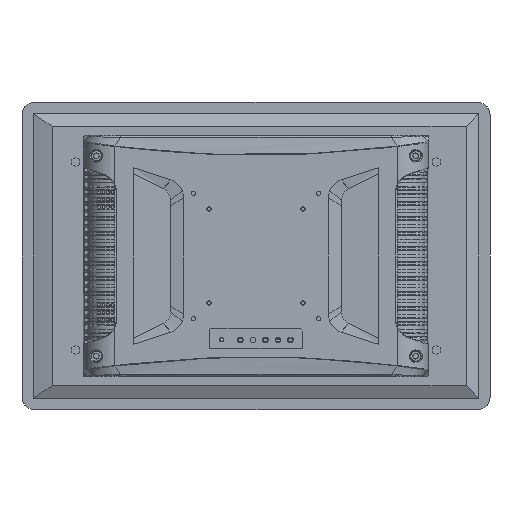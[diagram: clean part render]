
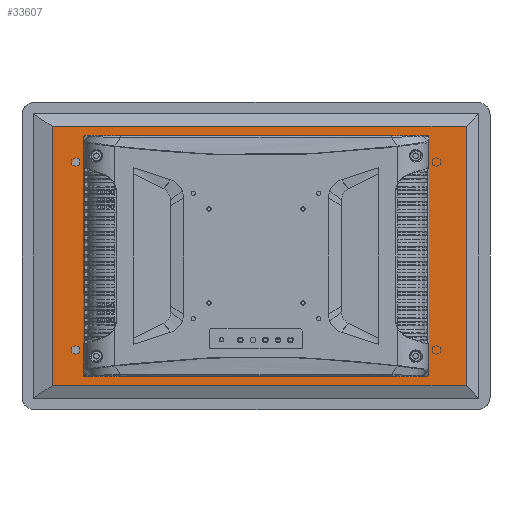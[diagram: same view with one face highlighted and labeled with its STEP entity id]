
A CAD part, front view. The second image highlights one B-rep face of the part: STEP entity #33607.
In plain terms, the highlighted planar face has unit normal (0, -1, 0).
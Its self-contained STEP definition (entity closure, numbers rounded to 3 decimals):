
#308 = VERTEX_POINT ( 'NONE', #107816 ) ;
#3307 = DIRECTION ( 'NONE',  ( 1., 0., 0. ) ) ;
#7332 = ORIENTED_EDGE ( 'NONE', *, *, #104622, .T. ) ;
#7879 = CARTESIAN_POINT ( 'NONE',  ( 126.255, -18., 0. ) ) ;
#8160 = VERTEX_POINT ( 'NONE', #81499 ) ;
#9222 = LINE ( 'NONE', #36714, #73650 ) ;
#9379 = CARTESIAN_POINT ( 'NONE',  ( 0., -18., 94.272 ) ) ;
#10298 = EDGE_CURVE ( 'NONE', #105333, #62601, #25965, .T. ) ;
#10608 = ORIENTED_EDGE ( 'NONE', *, *, #116071, .T. ) ;
#12402 = VERTEX_POINT ( 'NONE', #58588 ) ;
#12985 = VECTOR ( 'NONE', #23315, 1000. ) ;
#13638 = DIRECTION ( 'NONE',  ( 0., 0., -1. ) ) ;
#13973 = LINE ( 'NONE', #81397, #63990 ) ;
#14099 = DIRECTION ( 'NONE',  ( 0., 0., 1. ) ) ;
#14467 = ORIENTED_EDGE ( 'NONE', *, *, #10298, .T. ) ;
#15623 = VECTOR ( 'NONE', #55571, 1000. ) ;
#17153 = VERTEX_POINT ( 'NONE', #91810 ) ;
#18279 = ORIENTED_EDGE ( 'NONE', *, *, #46742, .T. ) ;
#21261 = CARTESIAN_POINT ( 'NONE',  ( 137.267, -18., 95.372 ) ) ;
#22254 = CARTESIAN_POINT ( 'NONE',  ( 126.255, -18., 94.272 ) ) ;
#22351 = LINE ( 'NONE', #7879, #30951 ) ;
#23315 = DIRECTION ( 'NONE',  ( -1., 0., 0. ) ) ;
#24462 = EDGE_CURVE ( 'NONE', #90766, #17153, #89927, .T. ) ;
#24550 = EDGE_CURVE ( 'NONE', #54317, #105333, #25488, .T. ) ;
#25488 = LINE ( 'NONE', #75858, #26962 ) ;
#25894 = DIRECTION ( 'NONE',  ( 0., 0., 1. ) ) ;
#25965 = LINE ( 'NONE', #21261, #97658 ) ;
#26154 = CARTESIAN_POINT ( 'NONE',  ( -162.71, -18., 103.485 ) ) ;
#26686 = VECTOR ( 'NONE', #81862, 1000. ) ;
#26962 = VECTOR ( 'NONE', #49757, 1000. ) ;
#27123 = VERTEX_POINT ( 'NONE', #70465 ) ;
#27135 = ORIENTED_EDGE ( 'NONE', *, *, #77958, .T. ) ;
#27638 = VERTEX_POINT ( 'NONE', #117174 ) ;
#29615 = VERTEX_POINT ( 'NONE', #22254 ) ;
#29646 = CARTESIAN_POINT ( 'NONE',  ( -162.71, -18., -103.485 ) ) ;
#30474 = DIRECTION ( 'NONE',  ( 0., 0., -1. ) ) ;
#30951 = VECTOR ( 'NONE', #25894, 1000. ) ;
#31458 = ORIENTED_EDGE ( 'NONE', *, *, #117303, .T. ) ;
#31487 = ORIENTED_EDGE ( 'NONE', *, *, #34608, .T. ) ;
#33607 = ADVANCED_FACE ( 'NONE', ( #35567, #42671 ), #71031, .T. ) ;
#34608 = EDGE_CURVE ( 'NONE', #27123, #99903, #62397, .T. ) ;
#35567 = FACE_BOUND ( 'NONE', #103378, .T. ) ;
#35984 = LINE ( 'NONE', #60461, #12985 ) ;
#36714 = CARTESIAN_POINT ( 'NONE',  ( -126.255, -18., 0. ) ) ;
#38732 = CARTESIAN_POINT ( 'NONE',  ( 0., -18., -95.372 ) ) ;
#42006 = CARTESIAN_POINT ( 'NONE',  ( 137.267, -18., 95.372 ) ) ;
#42671 = FACE_OUTER_BOUND ( 'NONE', #91681, .T. ) ;
#42929 = VECTOR ( 'NONE', #100186, 1000. ) ;
#43045 = VECTOR ( 'NONE', #88252, 1000. ) ;
#43412 = DIRECTION ( 'NONE',  ( 0., -1., 0. ) ) ;
#44544 = EDGE_CURVE ( 'NONE', #17153, #44883, #111972, .T. ) ;
#44883 = VERTEX_POINT ( 'NONE', #48361 ) ;
#44907 = ORIENTED_EDGE ( 'NONE', *, *, #24550, .T. ) ;
#45726 = DIRECTION ( 'NONE',  ( 0., 0., 1. ) ) ;
#46742 = EDGE_CURVE ( 'NONE', #44883, #74491, #35984, .T. ) ;
#47333 = VECTOR ( 'NONE', #78233, 1000. ) ;
#47359 = LINE ( 'NONE', #106321, #43045 ) ;
#48361 = CARTESIAN_POINT ( 'NONE',  ( 167.71, -18., 103.485 ) ) ;
#49757 = DIRECTION ( 'NONE',  ( 1., 0., 0. ) ) ;
#50207 = LINE ( 'NONE', #80343, #47333 ) ;
#52562 = DIRECTION ( 'NONE',  ( 0., 0., -1. ) ) ;
#54171 = DIRECTION ( 'NONE',  ( 0., 0., 1. ) ) ;
#54317 = VERTEX_POINT ( 'NONE', #94810 ) ;
#55571 = DIRECTION ( 'NONE',  ( -1., 0., 0. ) ) ;
#55973 = AXIS2_PLACEMENT_3D ( 'NONE', #62171, #43412, #52562 ) ;
#57182 = ORIENTED_EDGE ( 'NONE', *, *, #110580, .T. ) ;
#58588 = CARTESIAN_POINT ( 'NONE',  ( -126.255, -18., 94.272 ) ) ;
#60461 = CARTESIAN_POINT ( 'NONE',  ( 0., -18., 103.485 ) ) ;
#62066 = CARTESIAN_POINT ( 'NONE',  ( -126.255, -18., 95.372 ) ) ;
#62171 = CARTESIAN_POINT ( 'NONE',  ( 0., -18., 0. ) ) ;
#62397 = LINE ( 'NONE', #84236, #118304 ) ;
#62601 = VERTEX_POINT ( 'NONE', #78312 ) ;
#63716 = ORIENTED_EDGE ( 'NONE', *, *, #96394, .T. ) ;
#63769 = ORIENTED_EDGE ( 'NONE', *, *, #24462, .T. ) ;
#63990 = VECTOR ( 'NONE', #45726, 1000. ) ;
#66067 = VECTOR ( 'NONE', #14099, 1000. ) ;
#66219 = ORIENTED_EDGE ( 'NONE', *, *, #70569, .T. ) ;
#67360 = EDGE_CURVE ( 'NONE', #74491, #90766, #47359, .T. ) ;
#68880 = ORIENTED_EDGE ( 'NONE', *, *, #89931, .T. ) ;
#68953 = CARTESIAN_POINT ( 'NONE',  ( 167.71, -18., 0. ) ) ;
#69599 = CARTESIAN_POINT ( 'NONE',  ( 126.255, -18., -94.272 ) ) ;
#70465 = CARTESIAN_POINT ( 'NONE',  ( -137.255, -18., 95.372 ) ) ;
#70569 = EDGE_CURVE ( 'NONE', #12402, #29615, #79740, .T. ) ;
#70765 = LINE ( 'NONE', #97903, #92130 ) ;
#71031 = PLANE ( 'NONE',  #55973 ) ;
#71557 = LINE ( 'NONE', #72157, #42929 ) ;
#72157 = CARTESIAN_POINT ( 'NONE',  ( 0., -18., -95.372 ) ) ;
#73556 = DIRECTION ( 'NONE',  ( 0., 0., -1. ) ) ;
#73650 = VECTOR ( 'NONE', #73556, 1000. ) ;
#74491 = VERTEX_POINT ( 'NONE', #26154 ) ;
#74842 = ORIENTED_EDGE ( 'NONE', *, *, #67360, .T. ) ;
#75858 = CARTESIAN_POINT ( 'NONE',  ( 0., -18., 95.372 ) ) ;
#77202 = DIRECTION ( 'NONE',  ( 1., 0., 0. ) ) ;
#77958 = EDGE_CURVE ( 'NONE', #29615, #54317, #22351, .T. ) ;
#78233 = DIRECTION ( 'NONE',  ( -1., 0., 0. ) ) ;
#78312 = CARTESIAN_POINT ( 'NONE',  ( 137.243, -18., -95.372 ) ) ;
#78522 = ORIENTED_EDGE ( 'NONE', *, *, #85820, .T. ) ;
#78877 = ORIENTED_EDGE ( 'NONE', *, *, #44544, .T. ) ;
#79740 = LINE ( 'NONE', #9379, #26686 ) ;
#79921 = VECTOR ( 'NONE', #77202, 1000. ) ;
#80343 = CARTESIAN_POINT ( 'NONE',  ( 0., -18., -94.272 ) ) ;
#81397 = CARTESIAN_POINT ( 'NONE',  ( 126.255, -18., 0. ) ) ;
#81499 = CARTESIAN_POINT ( 'NONE',  ( -126.255, -18., -94.272 ) ) ;
#81862 = DIRECTION ( 'NONE',  ( 1., 0., 0. ) ) ;
#83600 = LINE ( 'NONE', #94964, #92221 ) ;
#84236 = CARTESIAN_POINT ( 'NONE',  ( 0., -18., 95.372 ) ) ;
#85820 = EDGE_CURVE ( 'NONE', #100172, #8160, #50207, .T. ) ;
#88252 = DIRECTION ( 'NONE',  ( 0., 0., -1. ) ) ;
#89509 = VERTEX_POINT ( 'NONE', #118776 ) ;
#89927 = LINE ( 'NONE', #90054, #79921 ) ;
#89931 = EDGE_CURVE ( 'NONE', #62601, #89509, #113042, .T. ) ;
#90054 = CARTESIAN_POINT ( 'NONE',  ( 0., -18., -103.485 ) ) ;
#90766 = VERTEX_POINT ( 'NONE', #29646 ) ;
#91681 = EDGE_LOOP ( 'NONE', ( #63769, #78877, #18279, #74842 ) ) ;
#91810 = CARTESIAN_POINT ( 'NONE',  ( 167.71, -18., -103.485 ) ) ;
#92130 = VECTOR ( 'NONE', #54171, 1000. ) ;
#92221 = VECTOR ( 'NONE', #30474, 1000. ) ;
#94810 = CARTESIAN_POINT ( 'NONE',  ( 126.255, -18., 95.372 ) ) ;
#94964 = CARTESIAN_POINT ( 'NONE',  ( -126.255, -18., 0. ) ) ;
#96394 = EDGE_CURVE ( 'NONE', #27638, #27123, #70765, .T. ) ;
#97658 = VECTOR ( 'NONE', #13638, 1000. ) ;
#97903 = CARTESIAN_POINT ( 'NONE',  ( -137.255, -18., -95.372 ) ) ;
#99903 = VERTEX_POINT ( 'NONE', #62066 ) ;
#100172 = VERTEX_POINT ( 'NONE', #69599 ) ;
#100186 = DIRECTION ( 'NONE',  ( -1., 0., 0. ) ) ;
#103378 = EDGE_LOOP ( 'NONE', ( #14467, #68880, #10608, #78522, #31458, #57182, #63716, #31487, #7332, #66219, #27135, #44907 ) ) ;
#104622 = EDGE_CURVE ( 'NONE', #99903, #12402, #9222, .T. ) ;
#105333 = VERTEX_POINT ( 'NONE', #42006 ) ;
#106321 = CARTESIAN_POINT ( 'NONE',  ( -162.71, -18., 0. ) ) ;
#107816 = CARTESIAN_POINT ( 'NONE',  ( -126.255, -18., -95.372 ) ) ;
#110580 = EDGE_CURVE ( 'NONE', #308, #27638, #71557, .T. ) ;
#111972 = LINE ( 'NONE', #68953, #66067 ) ;
#113042 = LINE ( 'NONE', #38732, #15623 ) ;
#116071 = EDGE_CURVE ( 'NONE', #89509, #100172, #13973, .T. ) ;
#117174 = CARTESIAN_POINT ( 'NONE',  ( -137.255, -18., -95.372 ) ) ;
#117303 = EDGE_CURVE ( 'NONE', #8160, #308, #83600, .T. ) ;
#118304 = VECTOR ( 'NONE', #3307, 1000. ) ;
#118776 = CARTESIAN_POINT ( 'NONE',  ( 126.255, -18., -95.372 ) ) ;
